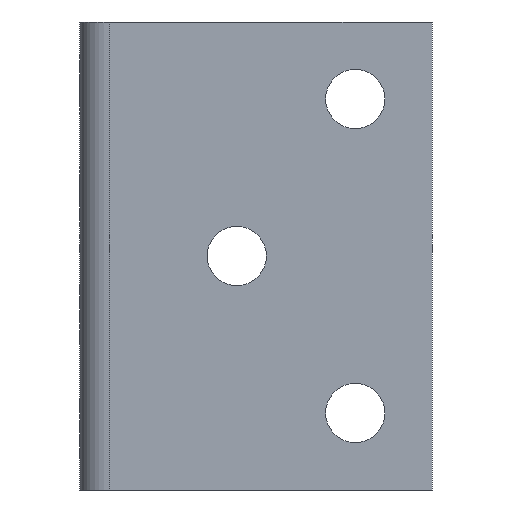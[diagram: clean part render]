
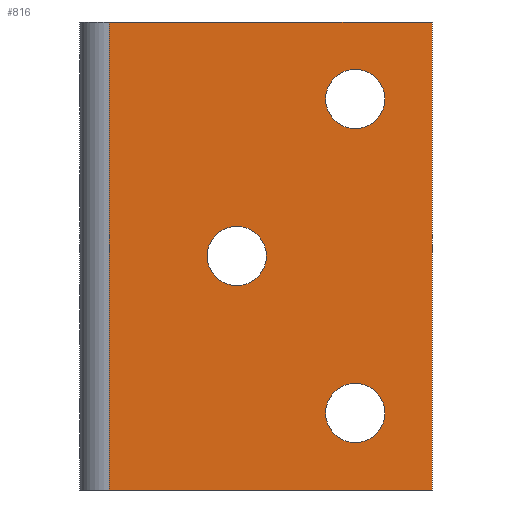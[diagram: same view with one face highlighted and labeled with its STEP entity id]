
A CAD part, front view. The second image highlights one B-rep face of the part: STEP entity #816.
In plain terms, the highlighted planar face has unit normal (0, -1, 0).
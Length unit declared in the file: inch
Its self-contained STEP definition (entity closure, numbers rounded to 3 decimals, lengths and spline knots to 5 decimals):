
#18 = CARTESIAN_POINT ( 'NONE',  ( 0.04459, -0.66848, -1.22 ) ) ;
#40 = FACE_OUTER_BOUND ( 'NONE', #619, .T. ) ;
#42 = CARTESIAN_POINT ( 'NONE',  ( 0.04459, -0.66848, -1.32 ) ) ;
#44 = VERTEX_POINT ( 'NONE', #1042 ) ;
#53 = CARTESIAN_POINT ( 'NONE',  ( 0.30459, -0.66848, 0. ) ) ;
#57 = DIRECTION ( 'NONE',  ( 0., -1., 0. ) ) ;
#70 = VERTEX_POINT ( 'NONE', #53 ) ;
#82 = ORIENTED_EDGE ( 'NONE', *, *, #137, .F. ) ;
#93 = LINE ( 'NONE', #945, #327 ) ;
#102 = FACE_BOUND ( 'NONE', #194, .T. ) ;
#104 = CARTESIAN_POINT ( 'NONE',  ( -0.78541, -0.66848, -1.58 ) ) ;
#137 = EDGE_CURVE ( 'NONE', #1032, #1049, #181, .T. ) ;
#143 = CARTESIAN_POINT ( 'NONE',  ( 0.04459, -0.66848, -1.32 ) ) ;
#156 = EDGE_CURVE ( 'NONE', #906, #862, #93, .T. ) ;
#166 = DIRECTION ( 'NONE',  ( 0., 0., -1. ) ) ;
#173 = LINE ( 'NONE', #534, #356 ) ;
#181 = CIRCLE ( 'NONE', #224, 0.1 ) ;
#194 = EDGE_LOOP ( 'NONE', ( #1153, #1065 ) ) ;
#198 = EDGE_CURVE ( 'NONE', #655, #275, #690, .T. ) ;
#209 = DIRECTION ( 'NONE',  ( 0., 0., -1. ) ) ;
#224 = AXIS2_PLACEMENT_3D ( 'NONE', #1135, #57, #166 ) ;
#233 = DIRECTION ( 'NONE',  ( 0., -1., 0. ) ) ;
#241 = VECTOR ( 'NONE', #701, 39.37008 ) ;
#259 = CIRCLE ( 'NONE', #936, 0.1 ) ;
#261 = CARTESIAN_POINT ( 'NONE',  ( 0.04459, -0.66848, -0.16 ) ) ;
#275 = VERTEX_POINT ( 'NONE', #1023 ) ;
#291 = DIRECTION ( 'NONE',  ( 0., -1., 0. ) ) ;
#307 = ORIENTED_EDGE ( 'NONE', *, *, #530, .F. ) ;
#323 = AXIS2_PLACEMENT_3D ( 'NONE', #143, #1031, #779 ) ;
#327 = VECTOR ( 'NONE', #884, 39.37008 ) ;
#351 = CARTESIAN_POINT ( 'NONE',  ( -0.35541, -0.66848, -0.89 ) ) ;
#356 = VECTOR ( 'NONE', #1152, 39.37008 ) ;
#380 = ORIENTED_EDGE ( 'NONE', *, *, #668, .F. ) ;
#403 = ORIENTED_EDGE ( 'NONE', *, *, #811, .F. ) ;
#459 = CIRCLE ( 'NONE', #881, 0.1 ) ;
#518 = PLANE ( 'NONE',  #562 ) ;
#520 = EDGE_LOOP ( 'NONE', ( #403, #82 ) ) ;
#530 = EDGE_CURVE ( 'NONE', #44, #70, #1093, .T. ) ;
#532 = FACE_BOUND ( 'NONE', #955, .T. ) ;
#534 = CARTESIAN_POINT ( 'NONE',  ( 0.30459, -0.66848, -1.58 ) ) ;
#562 = AXIS2_PLACEMENT_3D ( 'NONE', #791, #969, #886 ) ;
#600 = AXIS2_PLACEMENT_3D ( 'NONE', #704, #963, #1061 ) ;
#619 = EDGE_LOOP ( 'NONE', ( #307, #1009, #838, #1026 ) ) ;
#655 = VERTEX_POINT ( 'NONE', #18 ) ;
#661 = CARTESIAN_POINT ( 'NONE',  ( 0.30459, -0.66848, -1.58 ) ) ;
#668 = EDGE_CURVE ( 'NONE', #1129, #762, #459, .T. ) ;
#690 = CIRCLE ( 'NONE', #699, 0.1 ) ;
#699 = AXIS2_PLACEMENT_3D ( 'NONE', #42, #233, #1045 ) ;
#701 = DIRECTION ( 'NONE',  ( 1., 0., 0. ) ) ;
#704 = CARTESIAN_POINT ( 'NONE',  ( -0.35541, -0.66848, -0.79 ) ) ;
#710 = CARTESIAN_POINT ( 'NONE',  ( -0.78541, -0.66848, -1.58 ) ) ;
#758 = VECTOR ( 'NONE', #1158, 39.37008 ) ;
#762 = VERTEX_POINT ( 'NONE', #875 ) ;
#774 = CIRCLE ( 'NONE', #600, 0.1 ) ;
#775 = EDGE_CURVE ( 'NONE', #275, #655, #803, .T. ) ;
#779 = DIRECTION ( 'NONE',  ( 0., 0., -1. ) ) ;
#791 = CARTESIAN_POINT ( 'NONE',  ( -0.88541, -0.66848, -1.58 ) ) ;
#803 = CIRCLE ( 'NONE', #323, 0.1 ) ;
#807 = CARTESIAN_POINT ( 'NONE',  ( -0.35541, -0.66848, -0.69 ) ) ;
#811 = EDGE_CURVE ( 'NONE', #1049, #1032, #774, .T. ) ;
#816 = ADVANCED_FACE ( 'NONE', ( #860, #102, #532, #40 ), #518, .T. ) ;
#830 = DIRECTION ( 'NONE',  ( 0., -1., 0. ) ) ;
#836 = DIRECTION ( 'NONE',  ( 0., 0., -1. ) ) ;
#838 = ORIENTED_EDGE ( 'NONE', *, *, #156, .T. ) ;
#842 = EDGE_CURVE ( 'NONE', #762, #1129, #259, .T. ) ;
#847 = CARTESIAN_POINT ( 'NONE',  ( 0.04459, -0.66848, -0.26 ) ) ;
#860 = FACE_BOUND ( 'NONE', #520, .T. ) ;
#862 = VERTEX_POINT ( 'NONE', #661 ) ;
#875 = CARTESIAN_POINT ( 'NONE',  ( 0.04459, -0.66848, -0.36 ) ) ;
#881 = AXIS2_PLACEMENT_3D ( 'NONE', #847, #291, #209 ) ;
#884 = DIRECTION ( 'NONE',  ( 1., 0., 0. ) ) ;
#886 = DIRECTION ( 'NONE',  ( 0., 0., -1. ) ) ;
#906 = VERTEX_POINT ( 'NONE', #104 ) ;
#926 = CARTESIAN_POINT ( 'NONE',  ( 0.04459, -0.66848, -0.26 ) ) ;
#936 = AXIS2_PLACEMENT_3D ( 'NONE', #926, #830, #836 ) ;
#945 = CARTESIAN_POINT ( 'NONE',  ( -0.88541, -0.66848, -1.58 ) ) ;
#955 = EDGE_LOOP ( 'NONE', ( #1128, #380 ) ) ;
#963 = DIRECTION ( 'NONE',  ( 0., -1., 0. ) ) ;
#969 = DIRECTION ( 'NONE',  ( 0., -1., 0. ) ) ;
#1009 = ORIENTED_EDGE ( 'NONE', *, *, #1040, .T. ) ;
#1023 = CARTESIAN_POINT ( 'NONE',  ( 0.04459, -0.66848, -1.42 ) ) ;
#1026 = ORIENTED_EDGE ( 'NONE', *, *, #1103, .T. ) ;
#1031 = DIRECTION ( 'NONE',  ( 0., -1., 0. ) ) ;
#1032 = VERTEX_POINT ( 'NONE', #807 ) ;
#1040 = EDGE_CURVE ( 'NONE', #44, #906, #1044, .T. ) ;
#1042 = CARTESIAN_POINT ( 'NONE',  ( -0.78541, -0.66848, 0. ) ) ;
#1044 = LINE ( 'NONE', #710, #758 ) ;
#1045 = DIRECTION ( 'NONE',  ( 0., 0., -1. ) ) ;
#1049 = VERTEX_POINT ( 'NONE', #351 ) ;
#1061 = DIRECTION ( 'NONE',  ( 0., 0., -1. ) ) ;
#1065 = ORIENTED_EDGE ( 'NONE', *, *, #198, .F. ) ;
#1093 = LINE ( 'NONE', #1134, #241 ) ;
#1103 = EDGE_CURVE ( 'NONE', #862, #70, #173, .T. ) ;
#1128 = ORIENTED_EDGE ( 'NONE', *, *, #842, .F. ) ;
#1129 = VERTEX_POINT ( 'NONE', #261 ) ;
#1134 = CARTESIAN_POINT ( 'NONE',  ( -0.88541, -0.66848, 0. ) ) ;
#1135 = CARTESIAN_POINT ( 'NONE',  ( -0.35541, -0.66848, -0.79 ) ) ;
#1152 = DIRECTION ( 'NONE',  ( 0., 0., 1. ) ) ;
#1153 = ORIENTED_EDGE ( 'NONE', *, *, #775, .F. ) ;
#1158 = DIRECTION ( 'NONE',  ( 0., 0., -1. ) ) ;
